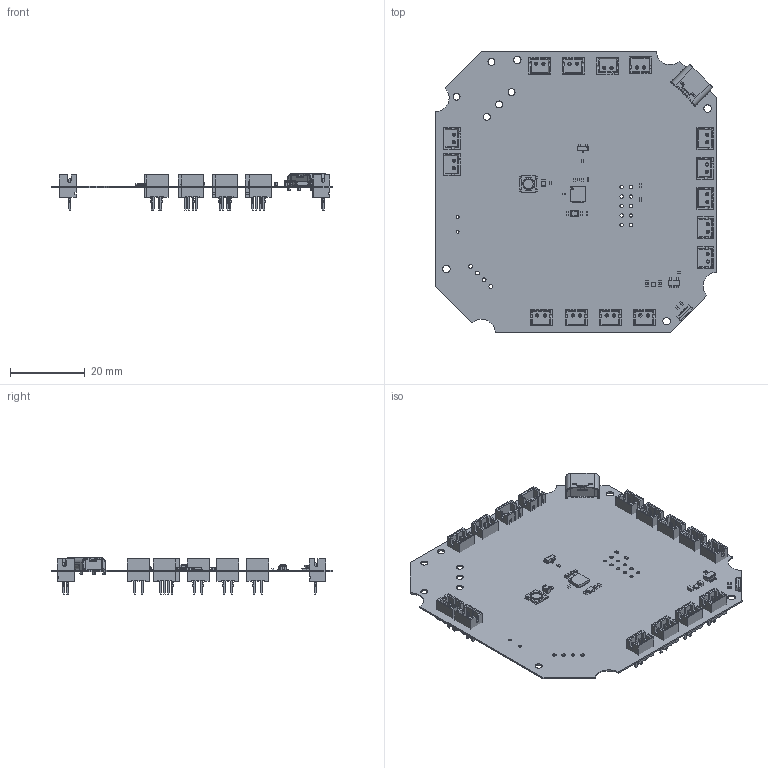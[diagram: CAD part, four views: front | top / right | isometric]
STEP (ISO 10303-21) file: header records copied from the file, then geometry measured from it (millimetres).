
FILE_DESCRIPTION(('Open CASCADE Model'),'2;1');
FILE_NAME('Open CASCADE Shape Model','2021-10-15T16:42:20',('Author'),( 'Open CASCADE'),'Open CASCADE STEP processor 6.8','Open CASCADE 6.8' ,'Unknown');
FILE_SCHEMA(('AUTOMOTIVE_DESIGN { 1 0 10303 214 1 1 1 1 }'));
Length unit declared in the file: millimetre
Products named in the file (77): PCB; Board; Open CASCADE STEP translator 6.8 1.1.1; Y1; 5967850736; U1; 5072400480; S1; 5967849536; R10; 5967850816; R9; 5071940192; R8; 6355622176; R7; 5186618064; R6; R3; 5967849856; R2; 6393793408; R1; Q1; 5114313360; Body; PinsArrayL; FilletPinR; Latchsub; 5967850336; Latchmul; Latchdiv; Latchadd; Latch9; 5967851056; Latch8; Latch7; Latch6; Latch5; Latch4 ...
Assembly tree (93 placements, depth 4):
  PCB
    Board
      Open CASCADE STEP translator 6.8 1.1.1
    Y1
      5967850736
    U1
      5072400480
    S1
      5967849536
    R10
      5967850816
    R9
      5071940192
    R8
      6355622176
    R7
      5186618064
    R6
      5186618064
    R3
      5967849856
    R2
      6393793408
    R1
      5967849856
    Q1
      5114313360
        Body
        PinsArrayL
        FilletPinR
    Latchsub
      5967850336
    Latchmul
      5967850336
    Latchdiv
      5967850336
    Latchadd
      5967850336
    Latch9
      5967851056
    Latch8
      5967851056
    Latch7
      5967851056
    Latch6
      5967850336
    Latch5
      5967850336
    Latch4
      5967851056
    Latch3
      5967851056
    Latch2
      5967851136
    Latch1
      5967851136
    Latch0
      5967850336
    J2
      6393580080
Bounding box: 75.48 x 75.49 x 9.66 mm (x, y, z)
Volume: 3563 mm3; surface area: 15868.9 mm2
Topology: 189 solids, 191 shells, 4074 faces, 9896 edges, 6199 vertices
Faces by surface type: plane 3077, cylinder 679, sphere 144, torus 130, cone 26, bspline 18
Full cylindrical faces by diameter (mm): 0.163 x1, 0.5 x1, 0.8 x2, 0.86 x30, 0.9 x10, 1.02 x4, 1.85 x5, 2 x4
Entity records: 72351 total; most frequent: CARTESIAN_POINT 13304, ORIENTED_EDGE 11412, DIRECTION 11379, EDGE_CURVE 5706, LINE 4613, VECTOR 4613, VERTEX_POINT 3631, AXIS2_PLACEMENT_3D 3383
